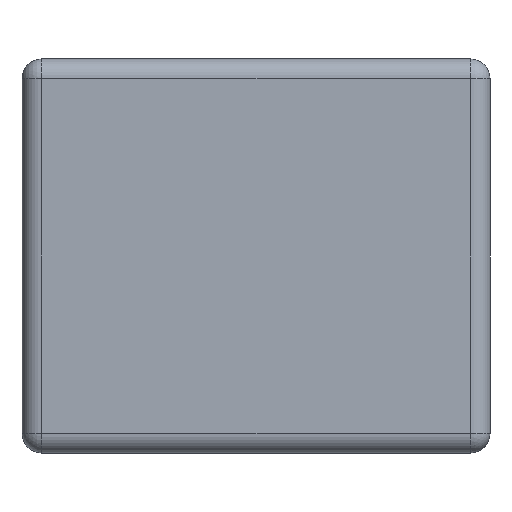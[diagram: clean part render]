
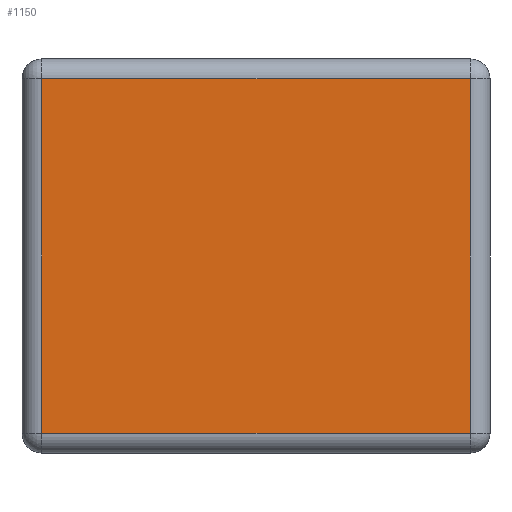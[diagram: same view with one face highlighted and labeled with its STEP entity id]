
A CAD part, left-side view. The second image highlights one B-rep face of the part: STEP entity #1150.
In plain terms, the highlighted planar face has unit normal (-1, 0, 0).
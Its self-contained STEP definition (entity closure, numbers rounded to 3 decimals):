
#2 = EDGE_CURVE ( 'NONE', #1066, #36, #264, .T. ) ;
#36 = VERTEX_POINT ( 'NONE', #673 ) ;
#45 = EDGE_CURVE ( 'NONE', #70, #1066, #50, .T. ) ;
#50 = LINE ( 'NONE', #1251, #124 ) ;
#70 = VERTEX_POINT ( 'NONE', #586 ) ;
#100 = ORIENTED_EDGE ( 'NONE', *, *, #2, .T. ) ;
#124 = VECTOR ( 'NONE', #669, 1000. ) ;
#157 = CARTESIAN_POINT ( 'NONE',  ( -0.8, 0.04, -0.4 ) ) ;
#158 = DIRECTION ( 'NONE',  ( 0., 0., -1. ) ) ;
#170 = VERTEX_POINT ( 'NONE', #256 ) ;
#221 = EDGE_CURVE ( 'NONE', #170, #70, #479, .T. ) ;
#256 = CARTESIAN_POINT ( 'NONE',  ( -0.8, 0.91, 0.36 ) ) ;
#257 = PLANE ( 'NONE',  #1117 ) ;
#264 = LINE ( 'NONE', #157, #480 ) ;
#292 = EDGE_CURVE ( 'NONE', #36, #170, #744, .T. ) ;
#349 = DIRECTION ( 'NONE',  ( 1., 0., 0. ) ) ;
#462 = ORIENTED_EDGE ( 'NONE', *, *, #221, .T. ) ;
#470 = DIRECTION ( 'NONE',  ( 0., 0., -1. ) ) ;
#479 = LINE ( 'NONE', #973, #881 ) ;
#480 = VECTOR ( 'NONE', #759, 1000. ) ;
#501 = ORIENTED_EDGE ( 'NONE', *, *, #45, .T. ) ;
#549 = CARTESIAN_POINT ( 'NONE',  ( -0.8, 0.95, -0.4 ) ) ;
#586 = CARTESIAN_POINT ( 'NONE',  ( -0.8, 0.91, -0.36 ) ) ;
#607 = VECTOR ( 'NONE', #1177, 1000. ) ;
#669 = DIRECTION ( 'NONE',  ( 0., -1., 0. ) ) ;
#673 = CARTESIAN_POINT ( 'NONE',  ( -0.8, 0.04, 0.36 ) ) ;
#687 = CARTESIAN_POINT ( 'NONE',  ( -0.8, 0.95, 0.36 ) ) ;
#744 = LINE ( 'NONE', #687, #607 ) ;
#759 = DIRECTION ( 'NONE',  ( 0., 0., 1. ) ) ;
#881 = VECTOR ( 'NONE', #470, 1000. ) ;
#942 = EDGE_LOOP ( 'NONE', ( #462, #501, #100, #1202 ) ) ;
#948 = CARTESIAN_POINT ( 'NONE',  ( -0.8, 0.04, -0.36 ) ) ;
#973 = CARTESIAN_POINT ( 'NONE',  ( -0.8, 0.91, -0.4 ) ) ;
#1066 = VERTEX_POINT ( 'NONE', #948 ) ;
#1117 = AXIS2_PLACEMENT_3D ( 'NONE', #549, #349, #158 ) ;
#1150 = ADVANCED_FACE ( 'NONE', ( #1164 ), #257, .F. ) ;
#1164 = FACE_OUTER_BOUND ( 'NONE', #942, .T. ) ;
#1177 = DIRECTION ( 'NONE',  ( 0., 1., 0. ) ) ;
#1202 = ORIENTED_EDGE ( 'NONE', *, *, #292, .T. ) ;
#1251 = CARTESIAN_POINT ( 'NONE',  ( -0.8, 0.95, -0.36 ) ) ;
